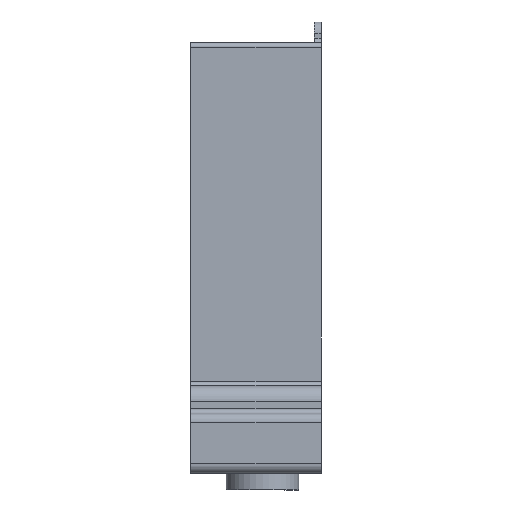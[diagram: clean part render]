
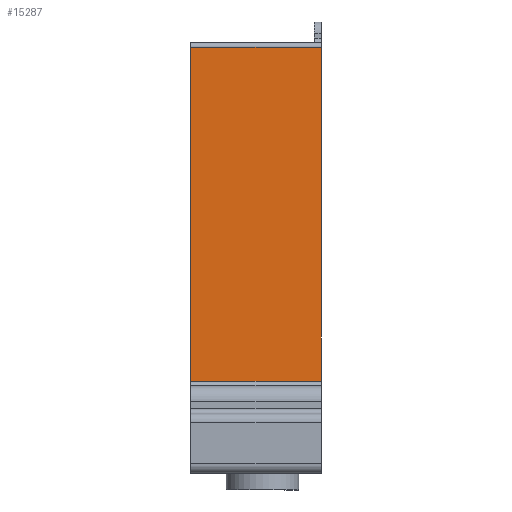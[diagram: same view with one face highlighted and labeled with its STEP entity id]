
A CAD part, left-side view. The second image highlights one B-rep face of the part: STEP entity #15287.
In plain terms, the highlighted planar face has unit normal (-1, 0, 0).
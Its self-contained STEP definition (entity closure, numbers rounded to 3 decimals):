
#1908=FACE_OUTER_BOUND('',#2930,.T.);
#2930=EDGE_LOOP('',(#13129,#13130,#13131,#13132));
#3943=LINE('',#24227,#5561);
#3954=LINE('',#24272,#5572);
#3972=LINE('',#24328,#5590);
#4303=LINE('',#25080,#5921);
#5561=VECTOR('',#19607,10.);
#5572=VECTOR('',#19644,10.);
#5590=VECTOR('',#19684,10.);
#5921=VECTOR('',#20417,10.);
#7157=VERTEX_POINT('',#24224);
#7158=VERTEX_POINT('',#24226);
#7179=VERTEX_POINT('',#24270);
#7206=VERTEX_POINT('',#24326);
#8929=EDGE_CURVE('',#7158,#7157,#3943,.T.);
#8952=EDGE_CURVE('',#7179,#7157,#3954,.T.);
#8980=EDGE_CURVE('',#7206,#7179,#3972,.T.);
#9344=EDGE_CURVE('',#7158,#7206,#4303,.T.);
#13129=ORIENTED_EDGE('',*,*,#8952,.F.);
#13130=ORIENTED_EDGE('',*,*,#8980,.F.);
#13131=ORIENTED_EDGE('',*,*,#9344,.F.);
#13132=ORIENTED_EDGE('',*,*,#8929,.T.);
#14465=PLANE('',#16804);
#15287=ADVANCED_FACE('',(#1908),#14465,.F.);
#16804=AXIS2_PLACEMENT_3D('',#25201,#20556,#20557);
#19607=DIRECTION('',(0.,0.,1.));
#19644=DIRECTION('',(0.,-1.,0.));
#19684=DIRECTION('',(0.,0.,1.));
#20417=DIRECTION('',(0.,1.,0.));
#20556=DIRECTION('center_axis',(1.,0.,0.));
#20557=DIRECTION('ref_axis',(0.,1.,0.));
#24224=CARTESIAN_POINT('',(-15.,-5.4,79.5));
#24226=CARTESIAN_POINT('',(-15.,-5.4,7.));
#24227=CARTESIAN_POINT('',(-15.,-5.4,20.));
#24270=CARTESIAN_POINT('',(-15.,23.,79.5));
#24272=CARTESIAN_POINT('',(-15.,8.05,79.5));
#24326=CARTESIAN_POINT('',(-15.,23.,7.));
#24328=CARTESIAN_POINT('',(-15.,23.,21.575));
#25080=CARTESIAN_POINT('',(-15.,2.3,7.));
#25201=CARTESIAN_POINT('Origin',(-15.,7.5,25.));
